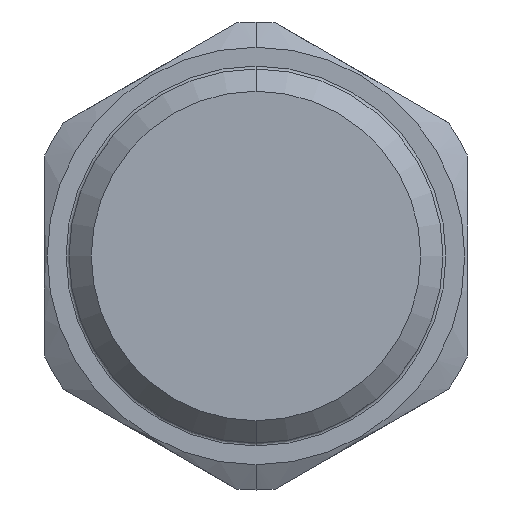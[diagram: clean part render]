
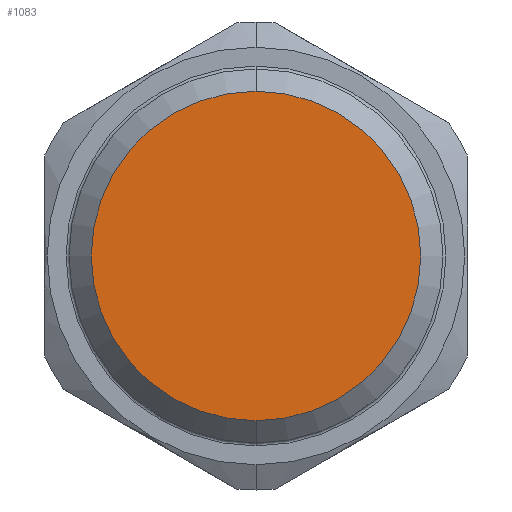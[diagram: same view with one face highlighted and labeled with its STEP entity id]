
A CAD part, left-side view. The second image highlights one B-rep face of the part: STEP entity #1083.
In plain terms, the highlighted planar face has unit normal (-1, 0, 0).
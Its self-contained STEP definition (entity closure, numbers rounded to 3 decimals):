
#506 = EDGE_CURVE ( 'NONE', #6217, #7737, #1612, .T. ) ;
#1083 = ADVANCED_FACE ( 'NONE', ( #2465 ), #4489, .T. ) ;
#1120 = CARTESIAN_POINT ( 'NONE',  ( 0., 0., -11.125 ) ) ;
#1612 = CIRCLE ( 'NONE', #10444, 11.125 ) ;
#1709 = DIRECTION ( 'NONE',  ( 0., 0., 1. ) ) ;
#2465 = FACE_OUTER_BOUND ( 'NONE', #3133, .T. ) ;
#3133 = EDGE_LOOP ( 'NONE', ( #9057, #7004 ) ) ;
#3973 = DIRECTION ( 'NONE',  ( 0., 0., -1. ) ) ;
#4489 = PLANE ( 'NONE',  #10833 ) ;
#5311 = CIRCLE ( 'NONE', #10812, 11.125 ) ;
#6217 = VERTEX_POINT ( 'NONE', #1120 ) ;
#6255 = DIRECTION ( 'NONE',  ( -1., 0., 0. ) ) ;
#6635 = CARTESIAN_POINT ( 'NONE',  ( 0., 0., 0. ) ) ;
#7004 = ORIENTED_EDGE ( 'NONE', *, *, #9887, .F. ) ;
#7737 = VERTEX_POINT ( 'NONE', #11413 ) ;
#7792 = DIRECTION ( 'NONE',  ( 1., 0., 0. ) ) ;
#8145 = CARTESIAN_POINT ( 'NONE',  ( 0., 0., 0. ) ) ;
#9057 = ORIENTED_EDGE ( 'NONE', *, *, #506, .F. ) ;
#9551 = DIRECTION ( 'NONE',  ( 1., 0., 0. ) ) ;
#9887 = EDGE_CURVE ( 'NONE', #7737, #6217, #5311, .T. ) ;
#10444 = AXIS2_PLACEMENT_3D ( 'NONE', #6635, #9551, #3973 ) ;
#10593 = DIRECTION ( 'NONE',  ( 0., 0., -1. ) ) ;
#10812 = AXIS2_PLACEMENT_3D ( 'NONE', #11410, #7792, #10593 ) ;
#10833 = AXIS2_PLACEMENT_3D ( 'NONE', #8145, #6255, #1709 ) ;
#11410 = CARTESIAN_POINT ( 'NONE',  ( 0., 0., 0. ) ) ;
#11413 = CARTESIAN_POINT ( 'NONE',  ( 0., 0., 11.125 ) ) ;
